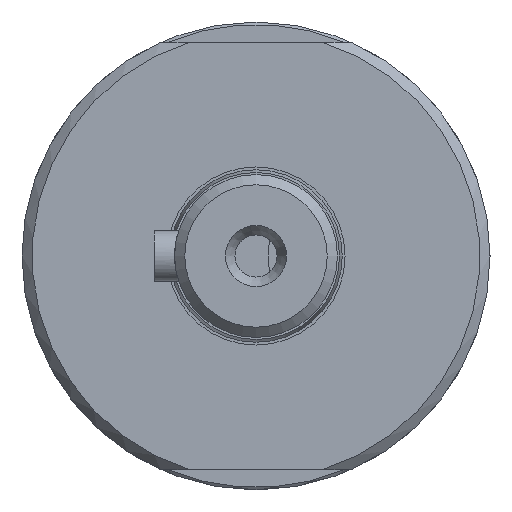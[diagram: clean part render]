
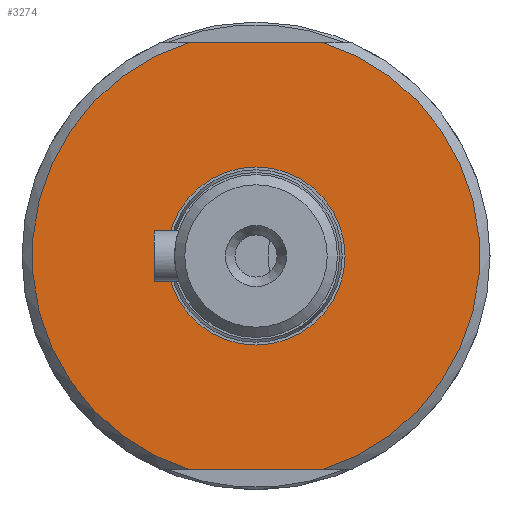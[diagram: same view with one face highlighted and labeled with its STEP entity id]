
A CAD part, left-side view. The second image highlights one B-rep face of the part: STEP entity #3274.
In plain terms, the highlighted planar face has unit normal (-1, 0, 0).
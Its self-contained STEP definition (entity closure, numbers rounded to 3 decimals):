
#112=FACE_BOUND('',#1203,.T.);
#364=LINE('',#5543,#627);
#368=LINE('',#5559,#631);
#627=VECTOR('',#4417,10.);
#631=VECTOR('',#4425,10.);
#1010=FACE_OUTER_BOUND('',#1202,.T.);
#1202=EDGE_LOOP('',(#2933,#2934,#2935,#2936));
#1203=EDGE_LOOP('',(#2937,#2938));
#1342=CIRCLE('',#3589,22.);
#1344=CIRCLE('',#3593,22.);
#1345=CIRCLE('',#3594,8.75);
#1346=CIRCLE('',#3595,8.75);
#1641=VERTEX_POINT('',#5538);
#1642=VERTEX_POINT('',#5542);
#1645=VERTEX_POINT('',#5554);
#1646=VERTEX_POINT('',#5558);
#1648=VERTEX_POINT('',#5572);
#1649=VERTEX_POINT('',#5573);
#2075=EDGE_CURVE('',#1642,#1641,#364,.T.);
#2081=EDGE_CURVE('',#1646,#1645,#368,.T.);
#2084=EDGE_CURVE('',#1642,#1645,#1342,.T.);
#2086=EDGE_CURVE('',#1646,#1641,#1344,.T.);
#2087=EDGE_CURVE('',#1648,#1649,#1345,.T.);
#2088=EDGE_CURVE('',#1649,#1648,#1346,.T.);
#2933=ORIENTED_EDGE('',*,*,#2075,.T.);
#2934=ORIENTED_EDGE('',*,*,#2086,.F.);
#2935=ORIENTED_EDGE('',*,*,#2081,.T.);
#2936=ORIENTED_EDGE('',*,*,#2084,.F.);
#2937=ORIENTED_EDGE('',*,*,#2087,.T.);
#2938=ORIENTED_EDGE('',*,*,#2088,.T.);
#3108=PLANE('',#3592);
#3274=ADVANCED_FACE('',(#1010,#112),#3108,.T.);
#3589=AXIS2_PLACEMENT_3D('',#5566,#4432,#4433);
#3592=AXIS2_PLACEMENT_3D('',#5570,#4438,#4439);
#3593=AXIS2_PLACEMENT_3D('',#5571,#4440,#4441);
#3594=AXIS2_PLACEMENT_3D('',#5574,#4442,#4443);
#3595=AXIS2_PLACEMENT_3D('',#5575,#4444,#4445);
#4417=DIRECTION('',(0.,1.,0.));
#4425=DIRECTION('',(0.,-1.,0.));
#4432=DIRECTION('center_axis',(1.,0.,0.));
#4433=DIRECTION('ref_axis',(0.,-1.,0.));
#4438=DIRECTION('center_axis',(-1.,0.,0.));
#4439=DIRECTION('ref_axis',(0.,0.,-1.));
#4440=DIRECTION('center_axis',(1.,0.,0.));
#4441=DIRECTION('ref_axis',(0.,-1.,0.));
#4442=DIRECTION('center_axis',(1.,0.,0.));
#4443=DIRECTION('ref_axis',(0.,-1.,0.));
#4444=DIRECTION('center_axis',(1.,0.,0.));
#4445=DIRECTION('ref_axis',(0.,-1.,0.));
#5538=CARTESIAN_POINT('',(-99.5,6.557,21.));
#5542=CARTESIAN_POINT('',(-99.5,-6.557,21.));
#5543=CARTESIAN_POINT('',(-99.5,0.91,21.));
#5554=CARTESIAN_POINT('',(-99.5,-6.557,-21.));
#5558=CARTESIAN_POINT('',(-99.5,6.557,-21.));
#5559=CARTESIAN_POINT('',(-99.5,-15.688,-21.));
#5566=CARTESIAN_POINT('Origin',(-99.5,0.,0.));
#5570=CARTESIAN_POINT('Origin',(-99.5,-15.375,0.));
#5571=CARTESIAN_POINT('Origin',(-99.5,0.,0.));
#5572=CARTESIAN_POINT('',(-99.5,-8.75,0.));
#5573=CARTESIAN_POINT('',(-99.5,8.75,0.));
#5574=CARTESIAN_POINT('Origin',(-99.5,0.,0.));
#5575=CARTESIAN_POINT('Origin',(-99.5,0.,0.));
